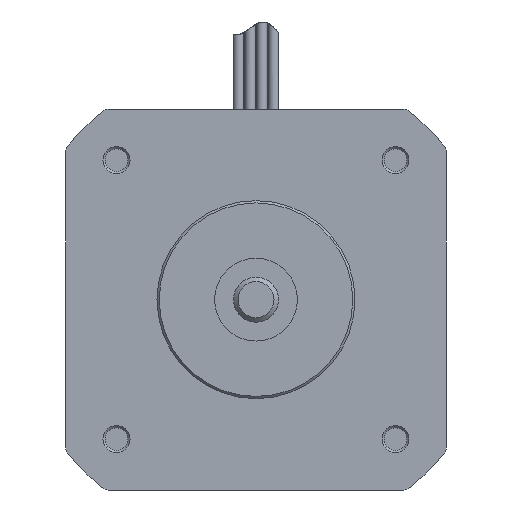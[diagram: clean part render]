
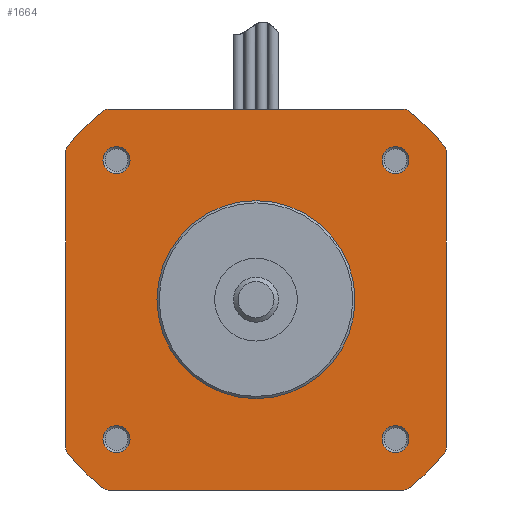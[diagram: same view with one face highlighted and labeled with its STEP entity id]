
A CAD part, front view. The second image highlights one B-rep face of the part: STEP entity #1664.
In plain terms, the highlighted planar face has unit normal (0, -1, 0).
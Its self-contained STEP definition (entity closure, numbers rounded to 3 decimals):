
#1044=CARTESIAN_POINT('',(16.431,2.,-21.15));
#1045=VERTEX_POINT('',#1044);
#1052=CARTESIAN_POINT('',(-16.431,2.,-21.15));
#1053=VERTEX_POINT('',#1052);
#1054=CARTESIAN_POINT('',(-78.81,2.,-21.15));
#1055=DIRECTION('',(1.,0.,0.));
#1056=VECTOR('',#1055,328.62);
#1057=LINE('',#1054,#1056);
#1058=EDGE_CURVE('',#1053,#1045,#1057,.T.);
#1417=CARTESIAN_POINT('',(-17.063,2.,-20.925));
#1418=VERTEX_POINT('',#1417);
#1419=CARTESIAN_POINT('',(-16.431,2.,-20.15));
#1420=DIRECTION('',(-0.,1.,0.));
#1421=DIRECTION('',(-0.335,0.,-0.942));
#1422=AXIS2_PLACEMENT_3D('',#1419,#1420,#1421);
#1423=CIRCLE('',#1422,1.);
#1424=EDGE_CURVE('',#1053,#1418,#1423,.T.);
#1451=CARTESIAN_POINT('',(-20.925,2.,-17.063));
#1452=VERTEX_POINT('',#1451);
#1453=CARTESIAN_POINT('',(0.,2.,0.));
#1454=DIRECTION('',(0.,1.,0.));
#1455=DIRECTION('',(-1.,0.,0.));
#1456=AXIS2_PLACEMENT_3D('',#1453,#1454,#1455);
#1457=CIRCLE('',#1456,27.);
#1458=EDGE_CURVE('',#1418,#1452,#1457,.T.);
#1478=CARTESIAN_POINT('',(-19.,2.,0.));
#1479=DIRECTION('',(0.,-1.,0.));
#1480=DIRECTION('',(1.,0.,0.));
#1481=AXIS2_PLACEMENT_3D('',#1478,#1479,#1480);
#1482=PLANE('',#1481);
#1483=CARTESIAN_POINT('',(17.,2.,-15.5));
#1484=VERTEX_POINT('',#1483);
#1485=CARTESIAN_POINT('',(15.5,2.,-15.5));
#1486=DIRECTION('',(0.,-1.,0.));
#1487=DIRECTION('',(-1.,-0.,0.));
#1488=AXIS2_PLACEMENT_3D('',#1485,#1486,#1487);
#1489=CIRCLE('',#1488,1.5);
#1490=EDGE_CURVE('',#1484,#1484,#1489,.T.);
#1491=ORIENTED_EDGE('',*,*,#1490,.F.);
#1492=EDGE_LOOP('',(#1491));
#1493=FACE_BOUND('',#1492,.T.);
#1494=CARTESIAN_POINT('',(-14.,2.,15.5));
#1495=VERTEX_POINT('',#1494);
#1496=CARTESIAN_POINT('',(-15.5,2.,15.5));
#1497=DIRECTION('',(0.,-1.,0.));
#1498=DIRECTION('',(-1.,-0.,0.));
#1499=AXIS2_PLACEMENT_3D('',#1496,#1497,#1498);
#1500=CIRCLE('',#1499,1.5);
#1501=EDGE_CURVE('',#1495,#1495,#1500,.T.);
#1502=ORIENTED_EDGE('',*,*,#1501,.F.);
#1503=EDGE_LOOP('',(#1502));
#1504=FACE_BOUND('',#1503,.T.);
#1505=CARTESIAN_POINT('',(-11.,2.,0.));
#1506=VERTEX_POINT('',#1505);
#1507=CARTESIAN_POINT('',(11.,2.,0.));
#1508=VERTEX_POINT('',#1507);
#1509=CARTESIAN_POINT('',(0.,2.,0.));
#1510=DIRECTION('',(0.,1.,0.));
#1511=DIRECTION('',(-1.,0.,0.));
#1512=AXIS2_PLACEMENT_3D('',#1509,#1510,#1511);
#1513=CIRCLE('',#1512,11.);
#1514=EDGE_CURVE('',#1506,#1508,#1513,.T.);
#1515=ORIENTED_EDGE('',*,*,#1514,.T.);
#1516=CARTESIAN_POINT('',(0.,2.,0.));
#1517=DIRECTION('',(0.,1.,0.));
#1518=DIRECTION('',(-1.,0.,0.));
#1519=AXIS2_PLACEMENT_3D('',#1516,#1517,#1518);
#1520=CIRCLE('',#1519,11.);
#1521=EDGE_CURVE('',#1508,#1506,#1520,.T.);
#1522=ORIENTED_EDGE('',*,*,#1521,.T.);
#1523=EDGE_LOOP('',(#1515,#1522));
#1524=FACE_BOUND('',#1523,.T.);
#1525=CARTESIAN_POINT('',(17.,2.,15.5));
#1526=VERTEX_POINT('',#1525);
#1527=CARTESIAN_POINT('',(15.5,2.,15.5));
#1528=DIRECTION('',(0.,-1.,0.));
#1529=DIRECTION('',(-1.,-0.,0.));
#1530=AXIS2_PLACEMENT_3D('',#1527,#1528,#1529);
#1531=CIRCLE('',#1530,1.5);
#1532=EDGE_CURVE('',#1526,#1526,#1531,.T.);
#1533=ORIENTED_EDGE('',*,*,#1532,.F.);
#1534=EDGE_LOOP('',(#1533));
#1535=FACE_BOUND('',#1534,.T.);
#1536=CARTESIAN_POINT('',(-14.,2.,-15.5));
#1537=VERTEX_POINT('',#1536);
#1538=CARTESIAN_POINT('',(-15.5,2.,-15.5));
#1539=DIRECTION('',(0.,-1.,0.));
#1540=DIRECTION('',(-1.,-0.,0.));
#1541=AXIS2_PLACEMENT_3D('',#1538,#1539,#1540);
#1542=CIRCLE('',#1541,1.5);
#1543=EDGE_CURVE('',#1537,#1537,#1542,.T.);
#1544=ORIENTED_EDGE('',*,*,#1543,.F.);
#1545=EDGE_LOOP('',(#1544));
#1546=FACE_BOUND('',#1545,.T.);
#1547=ORIENTED_EDGE('',*,*,#1424,.F.);
#1548=ORIENTED_EDGE('',*,*,#1058,.T.);
#1549=CARTESIAN_POINT('',(17.063,2.,-20.925));
#1550=VERTEX_POINT('',#1549);
#1551=CARTESIAN_POINT('',(16.431,2.,-20.15));
#1552=DIRECTION('',(-0.,1.,-0.));
#1553=DIRECTION('',(0.335,0.,-0.942));
#1554=AXIS2_PLACEMENT_3D('',#1551,#1552,#1553);
#1555=CIRCLE('',#1554,1.);
#1556=EDGE_CURVE('',#1550,#1045,#1555,.T.);
#1557=ORIENTED_EDGE('',*,*,#1556,.F.);
#1558=CARTESIAN_POINT('',(20.925,2.,-17.063));
#1559=VERTEX_POINT('',#1558);
#1560=CARTESIAN_POINT('',(0.,2.,0.));
#1561=DIRECTION('',(0.,1.,0.));
#1562=DIRECTION('',(-1.,0.,0.));
#1563=AXIS2_PLACEMENT_3D('',#1560,#1561,#1562);
#1564=CIRCLE('',#1563,27.);
#1565=EDGE_CURVE('',#1559,#1550,#1564,.T.);
#1566=ORIENTED_EDGE('',*,*,#1565,.F.);
#1567=CARTESIAN_POINT('',(21.15,2.,-16.431));
#1568=VERTEX_POINT('',#1567);
#1569=CARTESIAN_POINT('',(20.15,2.,-16.431));
#1570=DIRECTION('',(-0.,1.,-0.));
#1571=DIRECTION('',(0.942,-0.,-0.335));
#1572=AXIS2_PLACEMENT_3D('',#1569,#1570,#1571);
#1573=CIRCLE('',#1572,1.);
#1574=EDGE_CURVE('',#1568,#1559,#1573,.T.);
#1575=ORIENTED_EDGE('',*,*,#1574,.F.);
#1576=CARTESIAN_POINT('',(21.15,2.,16.431));
#1577=VERTEX_POINT('',#1576);
#1578=CARTESIAN_POINT('',(21.15,2.,-164.31));
#1579=DIRECTION('',(0.,0.,1.));
#1580=VECTOR('',#1579,328.62);
#1581=LINE('',#1578,#1580);
#1582=EDGE_CURVE('',#1568,#1577,#1581,.T.);
#1583=ORIENTED_EDGE('',*,*,#1582,.T.);
#1584=CARTESIAN_POINT('',(20.925,2.,17.063));
#1585=VERTEX_POINT('',#1584);
#1586=CARTESIAN_POINT('',(20.15,2.,16.431));
#1587=DIRECTION('',(-0.,1.,0.));
#1588=DIRECTION('',(0.942,-0.,0.335));
#1589=AXIS2_PLACEMENT_3D('',#1586,#1587,#1588);
#1590=CIRCLE('',#1589,1.);
#1591=EDGE_CURVE('',#1585,#1577,#1590,.T.);
#1592=ORIENTED_EDGE('',*,*,#1591,.F.);
#1593=CARTESIAN_POINT('',(17.063,2.,20.925));
#1594=VERTEX_POINT('',#1593);
#1595=CARTESIAN_POINT('',(0.,2.,0.));
#1596=DIRECTION('',(0.,1.,0.));
#1597=DIRECTION('',(-1.,0.,0.));
#1598=AXIS2_PLACEMENT_3D('',#1595,#1596,#1597);
#1599=CIRCLE('',#1598,27.);
#1600=EDGE_CURVE('',#1594,#1585,#1599,.T.);
#1601=ORIENTED_EDGE('',*,*,#1600,.F.);
#1602=CARTESIAN_POINT('',(16.431,2.,21.15));
#1603=VERTEX_POINT('',#1602);
#1604=CARTESIAN_POINT('',(16.431,2.,20.15));
#1605=DIRECTION('',(-0.,1.,0.));
#1606=DIRECTION('',(0.335,0.,0.942));
#1607=AXIS2_PLACEMENT_3D('',#1604,#1605,#1606);
#1608=CIRCLE('',#1607,1.);
#1609=EDGE_CURVE('',#1603,#1594,#1608,.T.);
#1610=ORIENTED_EDGE('',*,*,#1609,.F.);
#1611=CARTESIAN_POINT('',(-16.431,2.,21.15));
#1612=VERTEX_POINT('',#1611);
#1613=CARTESIAN_POINT('',(249.81,2.,21.15));
#1614=DIRECTION('',(-1.,-0.,0.));
#1615=VECTOR('',#1614,328.62);
#1616=LINE('',#1613,#1615);
#1617=EDGE_CURVE('',#1603,#1612,#1616,.T.);
#1618=ORIENTED_EDGE('',*,*,#1617,.T.);
#1619=CARTESIAN_POINT('',(-17.063,2.,20.925));
#1620=VERTEX_POINT('',#1619);
#1621=CARTESIAN_POINT('',(-16.431,2.,20.15));
#1622=DIRECTION('',(-0.,1.,-0.));
#1623=DIRECTION('',(-0.335,0.,0.942));
#1624=AXIS2_PLACEMENT_3D('',#1621,#1622,#1623);
#1625=CIRCLE('',#1624,1.);
#1626=EDGE_CURVE('',#1620,#1612,#1625,.T.);
#1627=ORIENTED_EDGE('',*,*,#1626,.F.);
#1628=CARTESIAN_POINT('',(-20.925,2.,17.063));
#1629=VERTEX_POINT('',#1628);
#1630=CARTESIAN_POINT('',(0.,2.,0.));
#1631=DIRECTION('',(0.,1.,0.));
#1632=DIRECTION('',(-1.,0.,0.));
#1633=AXIS2_PLACEMENT_3D('',#1630,#1631,#1632);
#1634=CIRCLE('',#1633,27.);
#1635=EDGE_CURVE('',#1629,#1620,#1634,.T.);
#1636=ORIENTED_EDGE('',*,*,#1635,.F.);
#1637=CARTESIAN_POINT('',(-21.15,2.,16.431));
#1638=VERTEX_POINT('',#1637);
#1639=CARTESIAN_POINT('',(-20.15,2.,16.431));
#1640=DIRECTION('',(-0.,1.,-0.));
#1641=DIRECTION('',(-0.942,0.,0.335));
#1642=AXIS2_PLACEMENT_3D('',#1639,#1640,#1641);
#1643=CIRCLE('',#1642,1.);
#1644=EDGE_CURVE('',#1638,#1629,#1643,.T.);
#1645=ORIENTED_EDGE('',*,*,#1644,.F.);
#1646=CARTESIAN_POINT('',(-21.15,2.,-16.431));
#1647=VERTEX_POINT('',#1646);
#1648=CARTESIAN_POINT('',(-21.15,2.,164.31));
#1649=DIRECTION('',(0.,0.,-1.));
#1650=VECTOR('',#1649,328.62);
#1651=LINE('',#1648,#1650);
#1652=EDGE_CURVE('',#1638,#1647,#1651,.T.);
#1653=ORIENTED_EDGE('',*,*,#1652,.T.);
#1654=CARTESIAN_POINT('',(-20.15,2.,-16.431));
#1655=DIRECTION('',(-0.,1.,0.));
#1656=DIRECTION('',(-0.942,0.,-0.335));
#1657=AXIS2_PLACEMENT_3D('',#1654,#1655,#1656);
#1658=CIRCLE('',#1657,1.);
#1659=EDGE_CURVE('',#1452,#1647,#1658,.T.);
#1660=ORIENTED_EDGE('',*,*,#1659,.F.);
#1661=ORIENTED_EDGE('',*,*,#1458,.F.);
#1662=EDGE_LOOP('',(#1547,#1548,#1557,#1566,#1575,#1583,#1592,#1601,#1610,#1618,#1627,#1636,#1645,#1653,#1660,#1661));
#1663=FACE_BOUND('',#1662,.T.);
#1664=ADVANCED_FACE('',(#1493,#1504,#1524,#1535,#1546,#1663),#1482,.T.);
